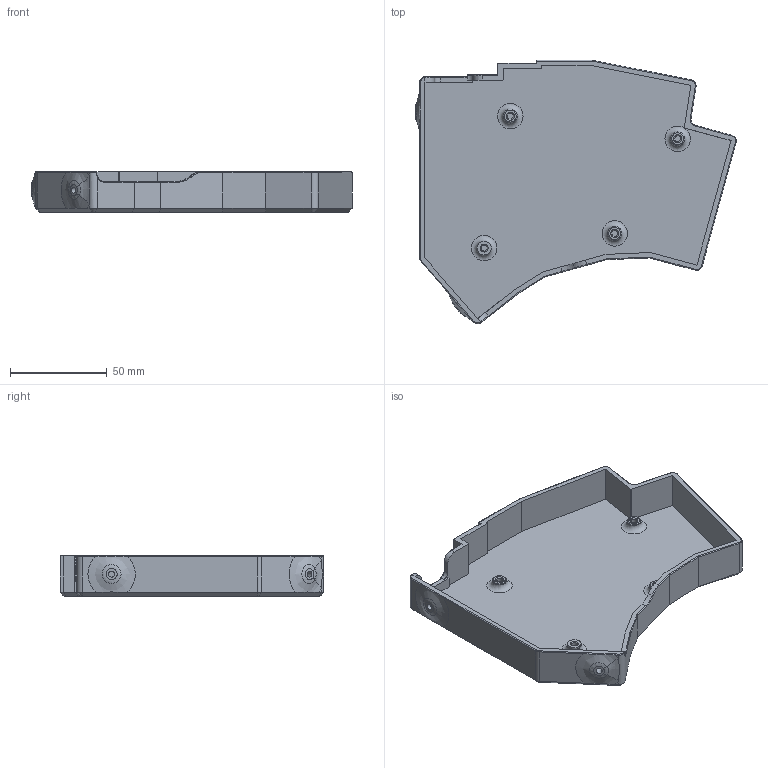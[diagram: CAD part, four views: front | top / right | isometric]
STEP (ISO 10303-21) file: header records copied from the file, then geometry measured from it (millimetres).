
FILE_DESCRIPTION(/* description */ ('KiCad electronic assembly'),/* implementation_level */ '2;1');
FILE_NAME(/* name */ 'Phanny R CASE Cutout.step',/* time_stamp */ '2025-12-30T12:35:46-08:00',/* author */ (''),/* organization */ (''),/* preprocessor_version */ 'ST-DEVELOPER v20.1',/* originating_system */ 'Autodesk Translation Framework v14.21.0.0',/* authorisation */ '');
FILE_SCHEMA (('AUTOMOTIVE_DESIGN { 1 0 10303 214 3 1 1 }'));
Length unit declared in the file: millimetre
Products named in the file (1): both PlatesCOMp 1
Bounding box: 165.67 x 136.13 x 21 mm (x, y, z)
Volume: 58634 mm3; surface area: 52675.9 mm2
Topology: 1 solids, 1 shells, 307 faces, 787 edges, 500 vertices
Faces by surface type: plane 134, bspline 97, cylinder 44, torus 18, cone 14
Full cylindrical faces by diameter (mm): 3.15 x6, 7.15 x4
Entity records: 10440 total; most frequent: CARTESIAN_POINT 3525, ORIENTED_EDGE 1574, DIRECTION 1172, EDGE_CURVE 787, VERTEX_POINT 500, LINE 448, VECTOR 448, AXIS2_PLACEMENT_3D 362
